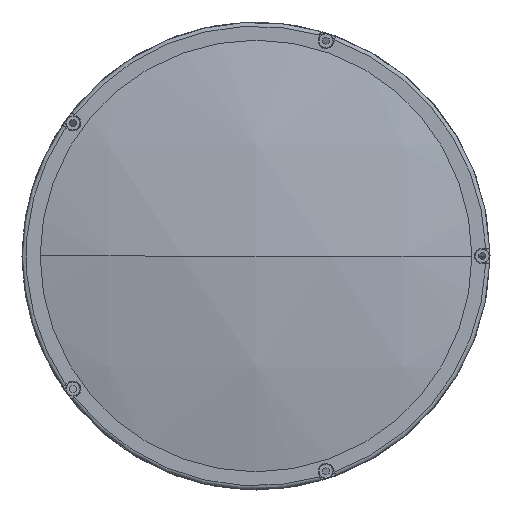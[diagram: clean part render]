
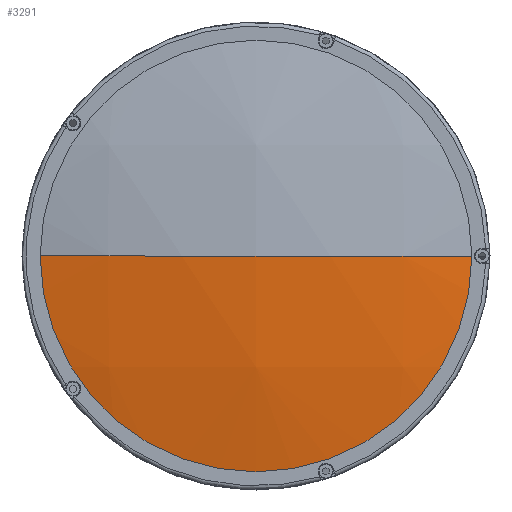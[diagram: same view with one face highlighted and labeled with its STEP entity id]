
A CAD part, left-side view. The second image highlights one B-rep face of the part: STEP entity #3291.
In plain terms, the highlighted spherical face has radius 384 mm.
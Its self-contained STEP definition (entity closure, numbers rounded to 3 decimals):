
#77 = AXIS2_PLACEMENT_3D ( 'NONE', #5052, #4623, #5087 ) ;
#118 = AXIS2_PLACEMENT_3D ( 'NONE', #1500, #5599, #4115 ) ;
#226 = VERTEX_POINT ( 'NONE', #2052 ) ;
#252 = FACE_OUTER_BOUND ( 'NONE', #2732, .T. ) ;
#384 = DIRECTION ( 'NONE',  ( 0., 0., -1. ) ) ;
#612 = VERTEX_POINT ( 'NONE', #5432 ) ;
#638 = AXIS2_PLACEMENT_3D ( 'NONE', #3479, #384, #3998 ) ;
#834 = EDGE_CURVE ( 'NONE', #6212, #226, #4614, .T. ) ;
#1076 = ORIENTED_EDGE ( 'NONE', *, *, #3230, .T. ) ;
#1384 = CARTESIAN_POINT ( 'NONE',  ( 21.37, 0., 0. ) ) ;
#1500 = CARTESIAN_POINT ( 'NONE',  ( -353.104, 0., 0. ) ) ;
#2052 = CARTESIAN_POINT ( 'NONE',  ( -353.104, -85., 0. ) ) ;
#2314 = ORIENTED_EDGE ( 'NONE', *, *, #834, .T. ) ;
#2732 = EDGE_LOOP ( 'NONE', ( #2314, #1076, #5893 ) ) ;
#2820 = AXIS2_PLACEMENT_3D ( 'NONE', #1384, #4499, #3978 ) ;
#3230 = EDGE_CURVE ( 'NONE', #226, #612, #6013, .T. ) ;
#3291 = ADVANCED_FACE ( 'NONE', ( #252 ), #5534, .T. ) ;
#3479 = CARTESIAN_POINT ( 'NONE',  ( 21.37, 0., 0. ) ) ;
#3897 = EDGE_CURVE ( 'NONE', #6212, #612, #4817, .T. ) ;
#3978 = DIRECTION ( 'NONE',  ( 0., 1., 0. ) ) ;
#3998 = DIRECTION ( 'NONE',  ( 0., 1., 0. ) ) ;
#4115 = DIRECTION ( 'NONE',  ( 0., 0., 1. ) ) ;
#4499 = DIRECTION ( 'NONE',  ( 0., 0., -1. ) ) ;
#4614 = CIRCLE ( 'NONE', #118, 85. ) ;
#4623 = DIRECTION ( 'NONE',  ( 0., 0., 1. ) ) ;
#4817 = CIRCLE ( 'NONE', #77, 384. ) ;
#4842 = CARTESIAN_POINT ( 'NONE',  ( -353.104, 85., 0. ) ) ;
#5052 = CARTESIAN_POINT ( 'NONE',  ( 21.37, 0., 0. ) ) ;
#5087 = DIRECTION ( 'NONE',  ( 0., -1., 0. ) ) ;
#5432 = CARTESIAN_POINT ( 'NONE',  ( -362.63, 0., 0. ) ) ;
#5534 = SPHERICAL_SURFACE ( 'NONE', #638, 384. ) ;
#5599 = DIRECTION ( 'NONE',  ( -1., 0., 0. ) ) ;
#5893 = ORIENTED_EDGE ( 'NONE', *, *, #3897, .F. ) ;
#6013 = CIRCLE ( 'NONE', #2820, 384. ) ;
#6212 = VERTEX_POINT ( 'NONE', #4842 ) ;
